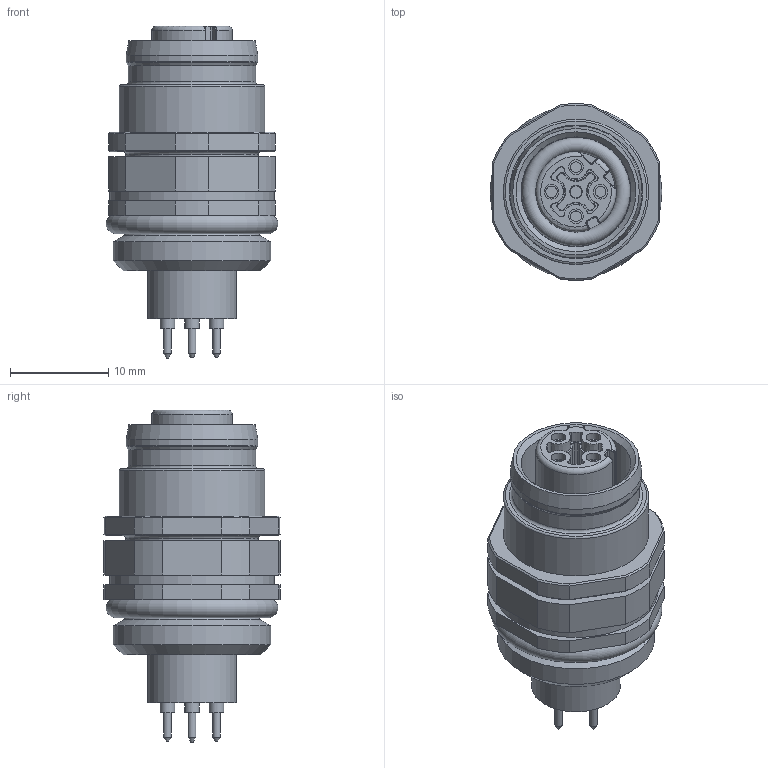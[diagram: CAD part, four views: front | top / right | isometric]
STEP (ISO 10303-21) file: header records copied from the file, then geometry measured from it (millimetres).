
FILE_DESCRIPTION(/* description */ (''),/* implementation_level */ '2;1');
FILE_NAME(/* name */ 'IE-FKDY4-P_16_S38_stp.stp',/* time_stamp */ '2016-03-11T11:11:42+01:00',/* author */ (''),/* organization */ (''),/* preprocessor_version */ 'ST-DEVELOPER v16',/* originating_system */ 'SIEMENS PLM Software NX 10.0',/* authorisation */ '');
FILE_SCHEMA (('AUTOMOTIVE_DESIGN { 1 0 10303 214 3 1 1 1 }'));
Length unit declared in the file: millimetre
Products named in the file (1): IE-FKDY4-P_16
Bounding box: 17.5 x 17.96 x 33.8 mm (x, y, z)
Volume: 4510.6 mm3; surface area: 2928.2 mm2
Topology: 1 solids, 1 shells, 217 faces, 502 edges, 318 vertices
Faces by surface type: plane 73, cylinder 68, cone 55, torus 15, bspline 6
Full cylindrical faces by diameter (mm): 0.8 x4, 1.1 x3, 1.15 x1, 1.5 x9, 9 x1, 11.188 x1, 13 x1, 13.4 x1, 13.5 x2, 14.8 x1, 15.46 x1, 16 x1, 16.7 x1
Entity records: 6048 total; most frequent: CARTESIAN_POINT 1265, DIRECTION 1057, ORIENTED_EDGE 884, AXIS2_PLACEMENT_3D 447, EDGE_CURVE 442, VERTEX_POINT 304, EDGE_LOOP 294, CIRCLE 235
